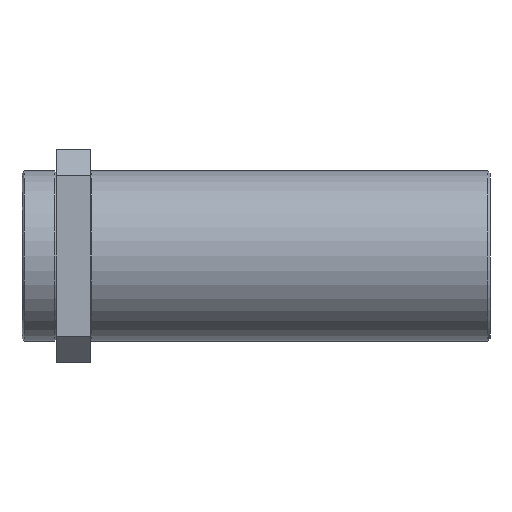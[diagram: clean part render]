
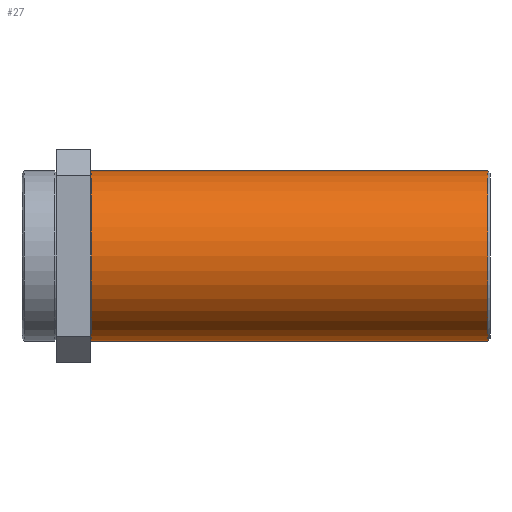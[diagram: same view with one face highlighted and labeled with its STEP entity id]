
A CAD part, front view. The second image highlights one B-rep face of the part: STEP entity #27.
In plain terms, the highlighted cylindrical face has radius 20 mm (diameter 40 mm), a partial arc.
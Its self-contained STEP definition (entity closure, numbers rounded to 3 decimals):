
#27 = ADVANCED_FACE ( 'NONE', ( #1060 ), #996, .T. ) ;
#76 = AXIS2_PLACEMENT_3D ( 'NONE', #476, #464, #440 ) ;
#152 = AXIS2_PLACEMENT_3D ( 'NONE', #1566, #1575, #1576 ) ;
#161 = AXIS2_PLACEMENT_3D ( 'NONE', #1598, #1605, #1606 ) ;
#186 = VECTOR ( 'NONE', #1350, 1000. ) ;
#210 = VECTOR ( 'NONE', #1287, 1000. ) ;
#213 = LINE ( 'NONE', #1349, #186 ) ;
#259 = CIRCLE ( 'NONE', #152, 20. ) ;
#272 = CIRCLE ( 'NONE', #161, 20. ) ;
#347 = EDGE_CURVE ( 'NONE', #448, #442, #1036, .T. ) ;
#365 = EDGE_CURVE ( 'NONE', #436, #441, #213, .T. ) ;
#436 = VERTEX_POINT ( 'NONE', #1442 ) ;
#440 = DIRECTION ( 'NONE',  ( 0., 0., -1. ) ) ;
#441 = VERTEX_POINT ( 'NONE', #1444 ) ;
#442 = VERTEX_POINT ( 'NONE', #1445 ) ;
#448 = VERTEX_POINT ( 'NONE', #1447 ) ;
#464 = DIRECTION ( 'NONE',  ( 1., 0., 0. ) ) ;
#476 = CARTESIAN_POINT ( 'NONE',  ( -8., 0., 0. ) ) ;
#600 = EDGE_CURVE ( 'NONE', #448, #436, #259, .T. ) ;
#610 = EDGE_CURVE ( 'NONE', #442, #441, #272, .T. ) ;
#742 = EDGE_LOOP ( 'NONE', ( #817, #816, #815, #814 ) ) ;
#814 = ORIENTED_EDGE ( 'NONE', *, *, #610, .T. ) ;
#815 = ORIENTED_EDGE ( 'NONE', *, *, #347, .T. ) ;
#816 = ORIENTED_EDGE ( 'NONE', *, *, #600, .F. ) ;
#817 = ORIENTED_EDGE ( 'NONE', *, *, #365, .F. ) ;
#996 = CYLINDRICAL_SURFACE ( 'NONE', #76, 20. ) ;
#1036 = LINE ( 'NONE', #1286, #210 ) ;
#1060 = FACE_OUTER_BOUND ( 'NONE', #742, .T. ) ;
#1286 = CARTESIAN_POINT ( 'NONE',  ( -8., 0., -20. ) ) ;
#1287 = DIRECTION ( 'NONE',  ( 1., 0., 0. ) ) ;
#1349 = CARTESIAN_POINT ( 'NONE',  ( -8., 0., 20. ) ) ;
#1350 = DIRECTION ( 'NONE',  ( 1., 0., 0. ) ) ;
#1442 = CARTESIAN_POINT ( 'NONE',  ( 8.3, 0., 20. ) ) ;
#1444 = CARTESIAN_POINT ( 'NONE',  ( 101.5, 0., 20. ) ) ;
#1445 = CARTESIAN_POINT ( 'NONE',  ( 101.5, 0., -20. ) ) ;
#1447 = CARTESIAN_POINT ( 'NONE',  ( 8.3, 0., -20. ) ) ;
#1566 = CARTESIAN_POINT ( 'NONE',  ( 8.3, 0., 0. ) ) ;
#1575 = DIRECTION ( 'NONE',  ( -1., 0., 0. ) ) ;
#1576 = DIRECTION ( 'NONE',  ( 0., 0., 1. ) ) ;
#1598 = CARTESIAN_POINT ( 'NONE',  ( 101.5, 0., 0. ) ) ;
#1605 = DIRECTION ( 'NONE',  ( -1., 0., 0. ) ) ;
#1606 = DIRECTION ( 'NONE',  ( 0., 0., -1. ) ) ;
